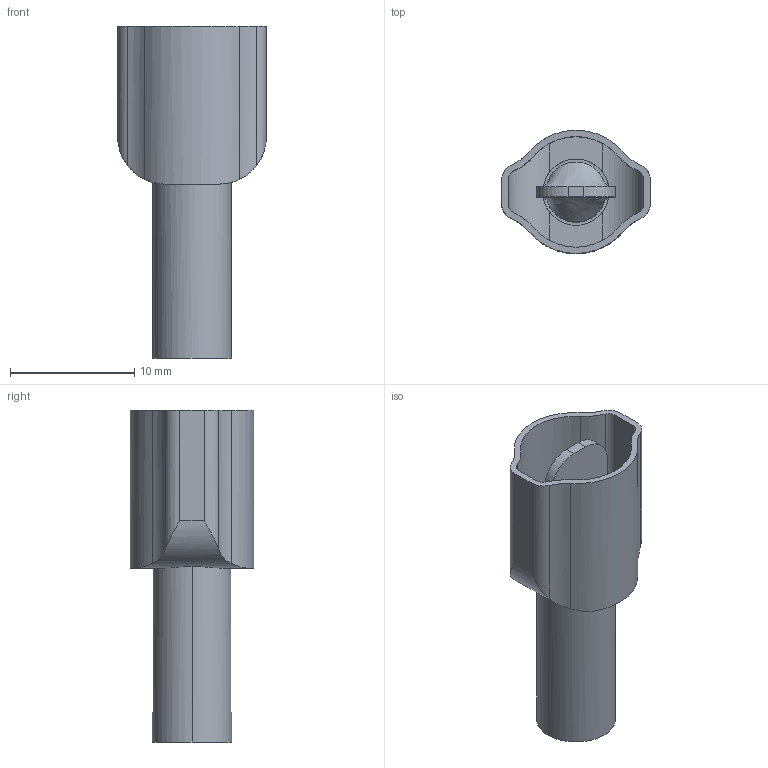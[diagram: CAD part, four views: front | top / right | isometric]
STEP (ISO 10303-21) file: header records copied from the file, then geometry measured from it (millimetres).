
FILE_DESCRIPTION (( 'STEP AP214' ), '1' );
FILE_NAME ('QDMale_12-10AWG.step', '2018-12-19T16:48:53', ( '' ), ( '' ), 'SwSTEP 2.0', 'SolidWorks 2018', '' );
FILE_SCHEMA (( 'AUTOMOTIVE_DESIGN' ));
Length unit declared in the file: inch
Products named in the file (1): QDMale_12-10AWG
Bounding box: 11.94 x 9.91 x 26.67 mm (x, y, z)
Volume: 484.6 mm3; surface area: 1792.3 mm2
Topology: 1 solids, 1 shells, 58 faces, 152 edges, 100 vertices
Faces by surface type: cylinder 36, plane 18, bspline 4
Entity records: 2673 total; most frequent: CARTESIAN_POINT 680, ORIENTED_EDGE 304, DIRECTION 272, EDGE_CURVE 152, AXIS2_PLACEMENT_3D 102, VERTEX_POINT 100, VECTOR 68, LINE 68
